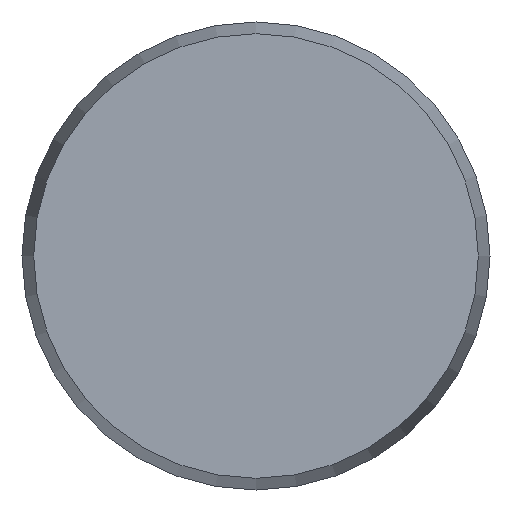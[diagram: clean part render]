
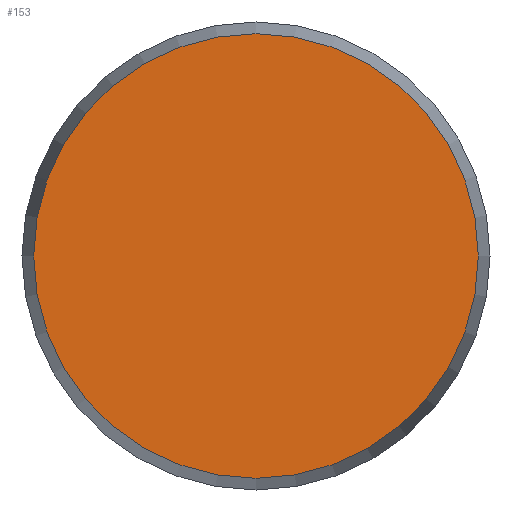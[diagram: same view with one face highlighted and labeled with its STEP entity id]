
A CAD part, front view. The second image highlights one B-rep face of the part: STEP entity #153.
In plain terms, the highlighted planar face has unit normal (0, -1, 0).
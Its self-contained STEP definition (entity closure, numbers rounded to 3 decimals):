
#153 = ADVANCED_FACE( '', ( #318 ), #319, .F. );
#318 = FACE_OUTER_BOUND( '', #481, .T. );
#319 = PLANE( '', #482 );
#481 = EDGE_LOOP( '', ( #820 ) );
#482 = AXIS2_PLACEMENT_3D( '', #821, #822, #823 );
#820 = ORIENTED_EDGE( '', *, *, #962, .T. );
#821 = CARTESIAN_POINT( '', ( 28.5, 0., 0. ) );
#822 = DIRECTION( '', ( 0., 1., 0. ) );
#823 = DIRECTION( '', ( 0., 0., 1. ) );
#962 = EDGE_CURVE( '', #1154, #1154, #1155, .T. );
#1154 = VERTEX_POINT( '', #1500 );
#1155 = CIRCLE( '', #1501, 28.5 );
#1500 = CARTESIAN_POINT( '', ( 0., 0., -28.5 ) );
#1501 = AXIS2_PLACEMENT_3D( '', #1676, #1677, #1678 );
#1676 = CARTESIAN_POINT( '', ( 0., 0., 0. ) );
#1677 = DIRECTION( '', ( 0., -1., 0. ) );
#1678 = DIRECTION( '', ( 0., 0., -1. ) );
